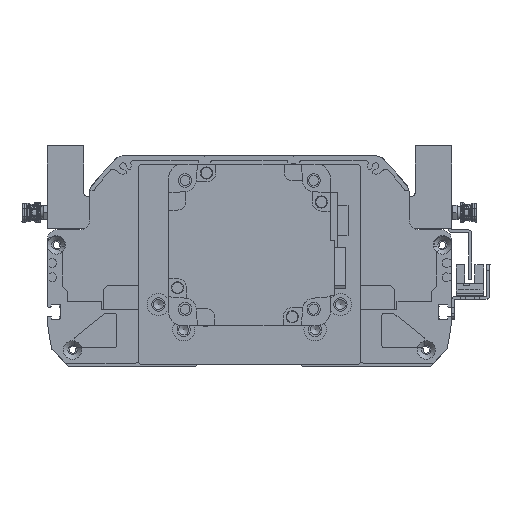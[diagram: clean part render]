
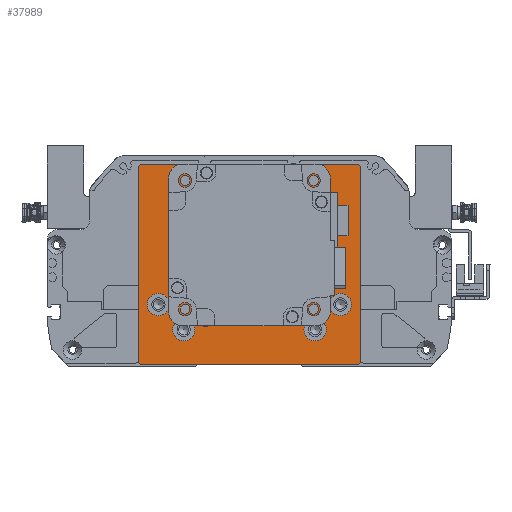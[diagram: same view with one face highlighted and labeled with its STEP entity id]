
A CAD part, front view. The second image highlights one B-rep face of the part: STEP entity #37989.
In plain terms, the highlighted face is planar.
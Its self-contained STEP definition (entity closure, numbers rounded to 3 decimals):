
#2946=FACE_BOUND('',#9484,.T.);
#2947=FACE_BOUND('',#9485,.T.);
#2948=FACE_BOUND('',#9486,.T.);
#2949=FACE_BOUND('',#9487,.T.);
#2950=FACE_BOUND('',#9488,.T.);
#2951=FACE_BOUND('',#9489,.T.);
#2952=FACE_BOUND('',#9490,.T.);
#2953=FACE_BOUND('',#9491,.T.);
#2954=FACE_BOUND('',#9492,.T.);
#4994=CIRCLE('',#42535,2.459);
#4995=CIRCLE('',#42538,2.459);
#4996=CIRCLE('',#42546,2.459);
#4997=CIRCLE('',#42548,2.459);
#5000=CIRCLE('',#42553,5.5);
#5003=CIRCLE('',#42559,5.5);
#5006=CIRCLE('',#42565,5.5);
#5009=CIRCLE('',#42571,5.5);
#5011=CIRCLE('',#42576,35.);
#7014=FACE_OUTER_BOUND('',#9483,.T.);
#9483=EDGE_LOOP('',(#34521,#34522,#34523,#34524,#34525,#34526,#34527,#34528));
#9484=EDGE_LOOP('',(#34529));
#9485=EDGE_LOOP('',(#34530));
#9486=EDGE_LOOP('',(#34531));
#9487=EDGE_LOOP('',(#34532));
#9488=EDGE_LOOP('',(#34533));
#9489=EDGE_LOOP('',(#34534));
#9490=EDGE_LOOP('',(#34535));
#9491=EDGE_LOOP('',(#34536));
#9492=EDGE_LOOP('',(#34537));
#12327=LINE('',#67895,#15222);
#12330=LINE('',#67904,#15225);
#12333=LINE('',#67909,#15228);
#12335=LINE('',#67912,#15230);
#12336=LINE('',#67915,#15231);
#12338=LINE('',#67919,#15233);
#12340=LINE('',#67923,#15235);
#12353=LINE('',#67985,#15248);
#15222=VECTOR('',#53382,10.);
#15225=VECTOR('',#53391,10.);
#15228=VECTOR('',#53396,10.);
#15230=VECTOR('',#53400,10.);
#15231=VECTOR('',#53403,10.);
#15233=VECTOR('',#53407,10.);
#15235=VECTOR('',#53411,10.);
#15248=VECTOR('',#53490,10.);
#18804=VERTEX_POINT('',#67888);
#18805=VERTEX_POINT('',#67892);
#18806=VERTEX_POINT('',#67894);
#18807=VERTEX_POINT('',#67898);
#18808=VERTEX_POINT('',#67902);
#18809=VERTEX_POINT('',#67903);
#18810=VERTEX_POINT('',#67908);
#18811=VERTEX_POINT('',#67914);
#18812=VERTEX_POINT('',#67918);
#18813=VERTEX_POINT('',#67922);
#18814=VERTEX_POINT('',#67926);
#18815=VERTEX_POINT('',#67930);
#18818=VERTEX_POINT('',#67939);
#18821=VERTEX_POINT('',#67950);
#18824=VERTEX_POINT('',#67961);
#18827=VERTEX_POINT('',#67972);
#18829=VERTEX_POINT('',#67981);
#24057=EDGE_CURVE('',#18804,#18804,#4994,.T.);
#24060=EDGE_CURVE('',#18806,#18805,#12327,.T.);
#24062=EDGE_CURVE('',#18807,#18807,#4995,.T.);
#24064=EDGE_CURVE('',#18808,#18809,#12330,.T.);
#24067=EDGE_CURVE('',#18810,#18809,#12333,.T.);
#24069=EDGE_CURVE('',#18810,#18805,#12335,.T.);
#24070=EDGE_CURVE('',#18806,#18811,#12336,.T.);
#24072=EDGE_CURVE('',#18812,#18811,#12338,.T.);
#24074=EDGE_CURVE('',#18812,#18813,#12340,.T.);
#24076=EDGE_CURVE('',#18814,#18814,#4996,.T.);
#24078=EDGE_CURVE('',#18815,#18815,#4997,.T.);
#24082=EDGE_CURVE('',#18818,#18818,#5000,.T.);
#24087=EDGE_CURVE('',#18821,#18821,#5003,.T.);
#24092=EDGE_CURVE('',#18824,#18824,#5006,.T.);
#24097=EDGE_CURVE('',#18827,#18827,#5009,.T.);
#24101=EDGE_CURVE('',#18829,#18829,#5011,.T.);
#24103=EDGE_CURVE('',#18808,#18813,#12353,.T.);
#34521=ORIENTED_EDGE('',*,*,#24064,.F.);
#34522=ORIENTED_EDGE('',*,*,#24103,.T.);
#34523=ORIENTED_EDGE('',*,*,#24074,.F.);
#34524=ORIENTED_EDGE('',*,*,#24072,.T.);
#34525=ORIENTED_EDGE('',*,*,#24070,.F.);
#34526=ORIENTED_EDGE('',*,*,#24060,.T.);
#34527=ORIENTED_EDGE('',*,*,#24069,.F.);
#34528=ORIENTED_EDGE('',*,*,#24067,.T.);
#34529=ORIENTED_EDGE('',*,*,#24076,.T.);
#34530=ORIENTED_EDGE('',*,*,#24062,.T.);
#34531=ORIENTED_EDGE('',*,*,#24078,.T.);
#34532=ORIENTED_EDGE('',*,*,#24057,.T.);
#34533=ORIENTED_EDGE('',*,*,#24082,.T.);
#34534=ORIENTED_EDGE('',*,*,#24087,.T.);
#34535=ORIENTED_EDGE('',*,*,#24092,.T.);
#34536=ORIENTED_EDGE('',*,*,#24097,.T.);
#34537=ORIENTED_EDGE('',*,*,#24101,.T.);
#36002=PLANE('',#42578);
#37989=ADVANCED_FACE('',(#7014,#2946,#2947,#2948,#2949,#2950,#2951,#2952,
#2953,#2954),#36002,.T.);
#42535=AXIS2_PLACEMENT_3D('',#67889,#53376,#53377);
#42538=AXIS2_PLACEMENT_3D('',#67899,#53386,#53387);
#42546=AXIS2_PLACEMENT_3D('',#67927,#53415,#53416);
#42548=AXIS2_PLACEMENT_3D('',#67931,#53420,#53421);
#42553=AXIS2_PLACEMENT_3D('',#67940,#53431,#53432);
#42559=AXIS2_PLACEMENT_3D('',#67951,#53445,#53446);
#42565=AXIS2_PLACEMENT_3D('',#67962,#53459,#53460);
#42571=AXIS2_PLACEMENT_3D('',#67973,#53473,#53474);
#42576=AXIS2_PLACEMENT_3D('',#67982,#53485,#53486);
#42578=AXIS2_PLACEMENT_3D('',#67986,#53491,#53492);
#53376=DIRECTION('center_axis',(0.,0.,-1.));
#53377=DIRECTION('ref_axis',(1.,0.,0.));
#53382=DIRECTION('',(-1.,0.,0.));
#53386=DIRECTION('center_axis',(0.,0.,-1.));
#53387=DIRECTION('ref_axis',(1.,0.,0.));
#53391=DIRECTION('',(-0.707,0.707,0.));
#53396=DIRECTION('',(0.,-1.,0.));
#53400=DIRECTION('',(0.707,0.707,0.));
#53403=DIRECTION('',(0.707,-0.707,0.));
#53407=DIRECTION('',(0.,1.,0.));
#53411=DIRECTION('',(-0.707,-0.707,0.));
#53415=DIRECTION('center_axis',(0.,0.,-1.));
#53416=DIRECTION('ref_axis',(1.,0.,0.));
#53420=DIRECTION('center_axis',(0.,0.,-1.));
#53421=DIRECTION('ref_axis',(1.,0.,0.));
#53431=DIRECTION('center_axis',(0.,0.,-1.));
#53432=DIRECTION('ref_axis',(1.,0.,0.));
#53445=DIRECTION('center_axis',(0.,0.,-1.));
#53446=DIRECTION('ref_axis',(1.,0.,0.));
#53459=DIRECTION('center_axis',(0.,0.,-1.));
#53460=DIRECTION('ref_axis',(1.,0.,0.));
#53473=DIRECTION('center_axis',(0.,0.,-1.));
#53474=DIRECTION('ref_axis',(1.,0.,0.));
#53485=DIRECTION('center_axis',(0.,0.,-1.));
#53486=DIRECTION('ref_axis',(1.,0.,0.));
#53490=DIRECTION('',(1.,0.,0.));
#53491=DIRECTION('center_axis',(0.,0.,1.));
#53492=DIRECTION('ref_axis',(1.,0.,0.));
#67888=CARTESIAN_POINT('',(29.361,41.32,89.));
#67889=CARTESIAN_POINT('Origin',(31.82,41.32,89.));
#67892=CARTESIAN_POINT('',(-54.,49.5,89.));
#67894=CARTESIAN_POINT('',(54.,49.5,89.));
#67895=CARTESIAN_POINT('',(55.,49.5,89.));
#67898=CARTESIAN_POINT('',(-34.278,41.32,89.));
#67899=CARTESIAN_POINT('Origin',(-31.82,41.32,89.));
#67902=CARTESIAN_POINT('',(-54.,-49.5,89.));
#67903=CARTESIAN_POINT('',(-55.,-48.5,89.));
#67904=CARTESIAN_POINT('',(-53.125,-50.375,89.));
#67908=CARTESIAN_POINT('',(-55.,48.5,89.));
#67909=CARTESIAN_POINT('',(-55.,49.5,89.));
#67912=CARTESIAN_POINT('',(-53.125,50.375,89.));
#67914=CARTESIAN_POINT('',(55.,48.5,89.));
#67915=CARTESIAN_POINT('',(53.125,50.375,89.));
#67918=CARTESIAN_POINT('',(55.,-48.5,89.));
#67919=CARTESIAN_POINT('',(55.,-49.5,89.));
#67922=CARTESIAN_POINT('',(54.,-49.5,89.));
#67923=CARTESIAN_POINT('',(53.125,-50.375,89.));
#67926=CARTESIAN_POINT('',(29.361,-22.32,89.));
#67927=CARTESIAN_POINT('Origin',(31.82,-22.32,89.));
#67930=CARTESIAN_POINT('',(-34.278,-22.32,89.));
#67931=CARTESIAN_POINT('Origin',(-31.82,-22.32,89.));
#67939=CARTESIAN_POINT('',(27.,-32.5,89.));
#67940=CARTESIAN_POINT('Origin',(32.5,-32.5,89.));
#67950=CARTESIAN_POINT('',(-50.5,-20.,89.));
#67951=CARTESIAN_POINT('Origin',(-45.,-20.,89.));
#67961=CARTESIAN_POINT('',(-38.,-32.5,89.));
#67962=CARTESIAN_POINT('Origin',(-32.5,-32.5,89.));
#67972=CARTESIAN_POINT('',(39.5,-20.,89.));
#67973=CARTESIAN_POINT('Origin',(45.,-20.,89.));
#67981=CARTESIAN_POINT('',(-35.,9.5,89.));
#67982=CARTESIAN_POINT('Origin',(0.,9.5,89.));
#67985=CARTESIAN_POINT('',(-55.,-49.5,89.));
#67986=CARTESIAN_POINT('Origin',(0.,0.,
89.));
